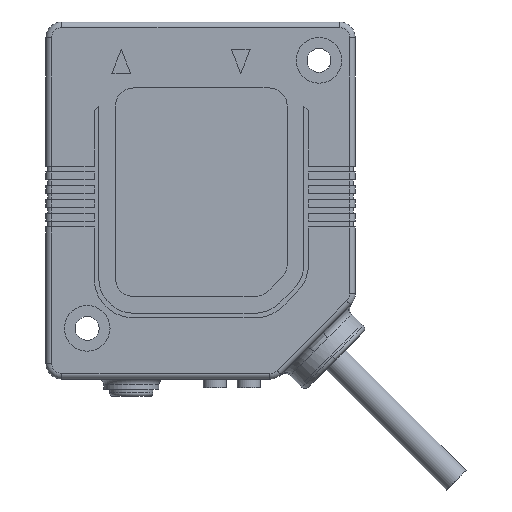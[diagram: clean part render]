
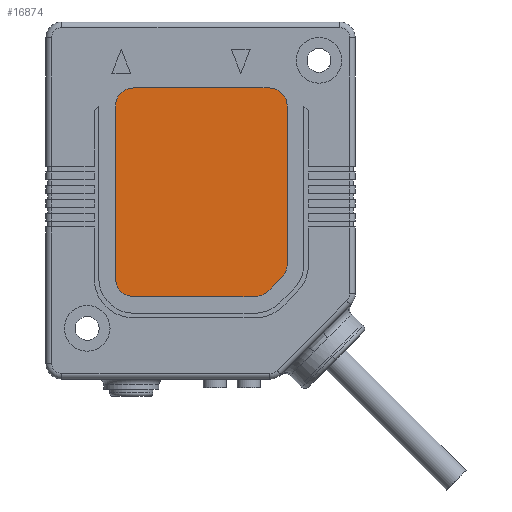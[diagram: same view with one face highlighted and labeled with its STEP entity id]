
A CAD part, left-side view. The second image highlights one B-rep face of the part: STEP entity #16874.
In plain terms, the highlighted face is planar.
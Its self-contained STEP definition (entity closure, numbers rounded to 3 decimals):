
#6277=CARTESIAN_POINT('',(30.8,33.471,0.26));
#6278=DIRECTION('',(0.,0.,1.));
#6279=DIRECTION('',(1.,0.,0.));
#6280=AXIS2_PLACEMENT_3D('',#6277,#6278,#6279);
#6295=CARTESIAN_POINT('',(28.871,35.4,0.26));
#6296=DIRECTION('',(0.,0.,1.));
#6297=DIRECTION('',(0.707,0.707,0.));
#6298=AXIS2_PLACEMENT_3D('',#6295,#6296,#6297);
#6313=CARTESIAN_POINT('',(12.1,35.4,0.26));
#6314=DIRECTION('',(0.,0.,1.));
#6315=DIRECTION('',(0.,1.,0.));
#6316=AXIS2_PLACEMENT_3D('',#6313,#6314,#6315);
#6331=CARTESIAN_POINT('',(12.1,11.6,0.26));
#6332=DIRECTION('',(0.,0.,1.));
#6333=DIRECTION('',(-1.,0.,0.));
#6334=AXIS2_PLACEMENT_3D('',#6331,#6332,#6333);
#6349=CARTESIAN_POINT('',(30.8,11.6,0.26));
#6350=DIRECTION('',(0.,0.,1.));
#6351=DIRECTION('',(0.,-1.,0.));
#6352=AXIS2_PLACEMENT_3D('',#6349,#6350,#6351);
#6354=DIRECTION('',(0.,-1.,0.));
#6355=VECTOR('',#6354,21.871);
#6356=CARTESIAN_POINT('',(33.3,33.471,0.26));
#6357=LINE('',#6356,#6355);
#6358=DIRECTION('',(0.707,-0.707,0.));
#6359=VECTOR('',#6358,2.728);
#6360=CARTESIAN_POINT('',(30.639,37.168,0.26));
#6361=LINE('',#6360,#6359);
#6362=DIRECTION('',(1.,0.,0.));
#6363=VECTOR('',#6362,16.771);
#6364=CARTESIAN_POINT('',(12.1,37.9,0.26));
#6365=LINE('',#6364,#6363);
#6366=DIRECTION('',(0.,1.,0.));
#6367=VECTOR('',#6366,23.8);
#6368=CARTESIAN_POINT('',(9.6,11.6,0.26));
#6369=LINE('',#6368,#6367);
#6370=DIRECTION('',(-1.,0.,0.));
#6371=VECTOR('',#6370,18.7);
#6372=CARTESIAN_POINT('',(30.8,9.1,0.26));
#6373=LINE('',#6372,#6371);
#6711=CARTESIAN_POINT('',(9.6,11.6,0.26));
#6713=VERTEX_POINT('',#6711);
#6715=CARTESIAN_POINT('',(12.1,9.1,0.26));
#6717=VERTEX_POINT('',#6715);
#6719=CARTESIAN_POINT('',(12.1,37.9,0.26));
#6721=VERTEX_POINT('',#6719);
#6723=CARTESIAN_POINT('',(9.6,35.4,0.26));
#6725=VERTEX_POINT('',#6723);
#6727=CARTESIAN_POINT('',(30.639,37.168,0.26));
#6729=VERTEX_POINT('',#6727);
#6731=CARTESIAN_POINT('',(28.871,37.9,0.26));
#6733=VERTEX_POINT('',#6731);
#6735=CARTESIAN_POINT('',(33.3,33.471,0.26));
#6737=VERTEX_POINT('',#6735);
#6739=CARTESIAN_POINT('',(32.568,35.239,0.26));
#6741=VERTEX_POINT('',#6739);
#6743=CARTESIAN_POINT('',(30.8,9.1,0.26));
#6745=VERTEX_POINT('',#6743);
#6747=CARTESIAN_POINT('',(33.3,11.6,0.26));
#6749=VERTEX_POINT('',#6747);
#16857=CARTESIAN_POINT('',(0.,0.,0.26));
#16858=DIRECTION('',(0.,0.,-1.));
#16859=DIRECTION('',(-1.,0.,0.));
#16860=AXIS2_PLACEMENT_3D('',#16857,#16858,#16859);
#16861=PLANE('',#16860);
#16862=ORIENTED_EDGE('',*,*,#16725,.F.);
#16863=ORIENTED_EDGE('',*,*,#16741,.T.);
#16864=ORIENTED_EDGE('',*,*,#16754,.F.);
#16865=ORIENTED_EDGE('',*,*,#16769,.T.);
#16866=ORIENTED_EDGE('',*,*,#16782,.F.);
#16867=ORIENTED_EDGE('',*,*,#16797,.T.);
#16868=ORIENTED_EDGE('',*,*,#16810,.F.);
#16869=ORIENTED_EDGE('',*,*,#16825,.T.);
#16870=ORIENTED_EDGE('',*,*,#16838,.F.);
#16871=ORIENTED_EDGE('',*,*,#16852,.T.);
#16872=EDGE_LOOP('',(#16862,#16863,#16864,#16865,#16866,#16867,#16868,#16869,
#16870,#16871));
#16873=FACE_OUTER_BOUND('',#16872,.F.);
#16874=ADVANCED_FACE('',(#16873),#16861,.T.);
#6281=CIRCLE('',#6280,2.5);
#6299=CIRCLE('',#6298,2.5);
#6317=CIRCLE('',#6316,2.5);
#6335=CIRCLE('',#6334,2.5);
#6353=CIRCLE('',#6352,2.5);
#16725=EDGE_CURVE('',#6737,#6749,#6357,.T.);
#16741=EDGE_CURVE('',#6737,#6741,#6281,.T.);
#16754=EDGE_CURVE('',#6729,#6741,#6361,.T.);
#16769=EDGE_CURVE('',#6729,#6733,#6299,.T.);
#16782=EDGE_CURVE('',#6721,#6733,#6365,.T.);
#16797=EDGE_CURVE('',#6721,#6725,#6317,.T.);
#16810=EDGE_CURVE('',#6713,#6725,#6369,.T.);
#16825=EDGE_CURVE('',#6713,#6717,#6335,.T.);
#16838=EDGE_CURVE('',#6745,#6717,#6373,.T.);
#16852=EDGE_CURVE('',#6745,#6749,#6353,.T.);
